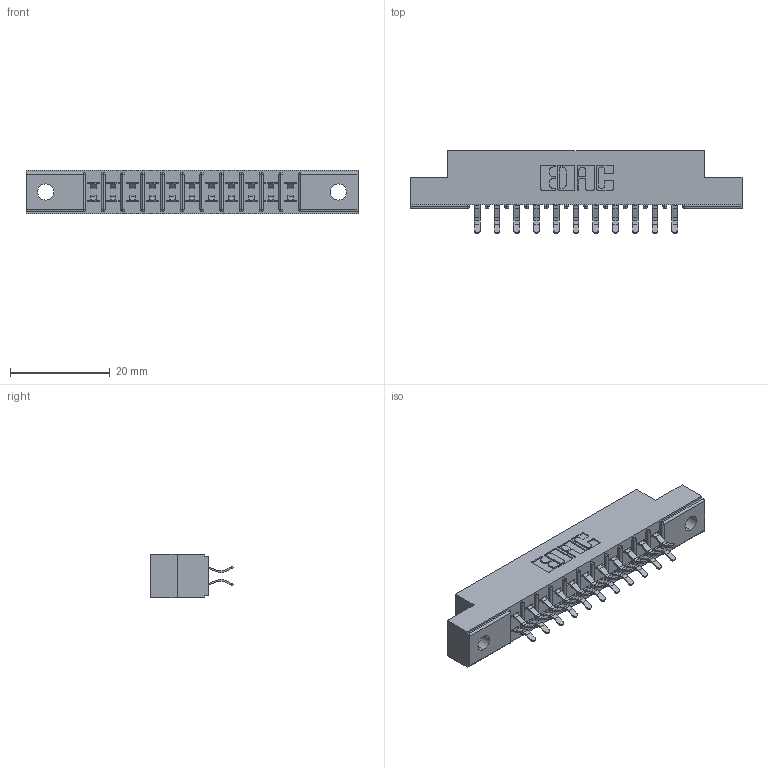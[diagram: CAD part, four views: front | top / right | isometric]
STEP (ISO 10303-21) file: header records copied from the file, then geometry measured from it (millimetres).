
FILE_DESCRIPTION (( 'STEP AP203' ), '1' );
FILE_NAME ('355-022-556-202.STEP', '2019-09-11T04:21:01', ( '' ), ( '' ), 'SwSTEP 2.0', 'SolidWorks 2016', '' );
FILE_SCHEMA (( 'CONFIG_CONTROL_DESIGN' ));
Length unit declared in the file: inch
Products named in the file (3): 305 Part_.128 Dia; 355-022-556-202; 305-290-001_556
Assembly tree (23 placements, depth 2):
  355-022-556-202
    305 Part_.128 Dia
    305-290-001_556  x22
Bounding box: 66.6 x 16.64 x 8.71 mm (x, y, z)
Volume: 4149.6 mm3; surface area: 6957.1 mm2
Topology: 23 solids, 23 shells, 1348 faces, 3869 edges, 2518 vertices
Faces by surface type: plane 750, cylinder 554, sphere 44
Entity records: 15908 total; most frequent: CARTESIAN_POINT 2635, ORIENTED_EDGE 2610, DIRECTION 2577, EDGE_CURVE 1305, LINE 1017, VECTOR 1017, VERTEX_POINT 838, AXIS2_PLACEMENT_3D 780
